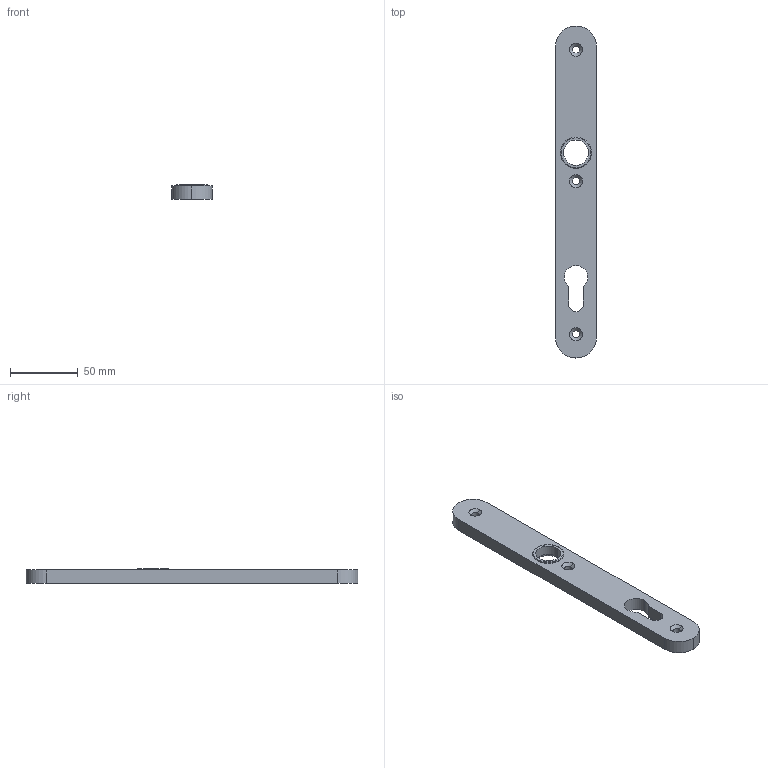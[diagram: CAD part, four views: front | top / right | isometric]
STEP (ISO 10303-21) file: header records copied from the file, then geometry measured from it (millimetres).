
FILE_DESCRIPTION (( 'STEP AP203' ), '1' );
FILE_NAME ('15660.step', '2020-10-07T07:46:52', ( '' ), ( '' ), 'SwSTEP 2.0', 'SolidWorks 2018', '' );
FILE_SCHEMA (( 'CONFIG_CONTROL_DESIGN' ));
Length unit declared in the file: millimetre
Products named in the file (5): AMF Schliessblech Konfig Teil2_15552 Teil2; AMF Schliessblech Konfig Teil1; AMF Schliessblech Konfig Teil1_15660 Teil1; AMF Schliessblech Konfig Teil2; 15660
Assembly tree (2 placements, depth 2):
  AMF Schliessblech Konfig Teil1
  AMF Schliessblech Konfig Teil2
  15660
    AMF Schliessblech Konfig Teil1_15660 Teil1
    AMF Schliessblech Konfig Teil2_15552 Teil2
Bounding box: 30 x 245 x 11 mm (x, y, z)
Volume: 62961.1 mm3; surface area: 21199.6 mm2
Topology: 2 solids, 2 shells, 216 faces, 565 edges, 374 vertices
Faces by surface type: plane 101, bspline 83, cylinder 24, cone 6, torus 2
Entity records: 11510 total; most frequent: CARTESIAN_POINT 6228, ORIENTED_EDGE 1130, DIRECTION 735, EDGE_CURVE 565, VERTEX_POINT 374, LINE 341, VECTOR 341, EDGE_LOOP 249
